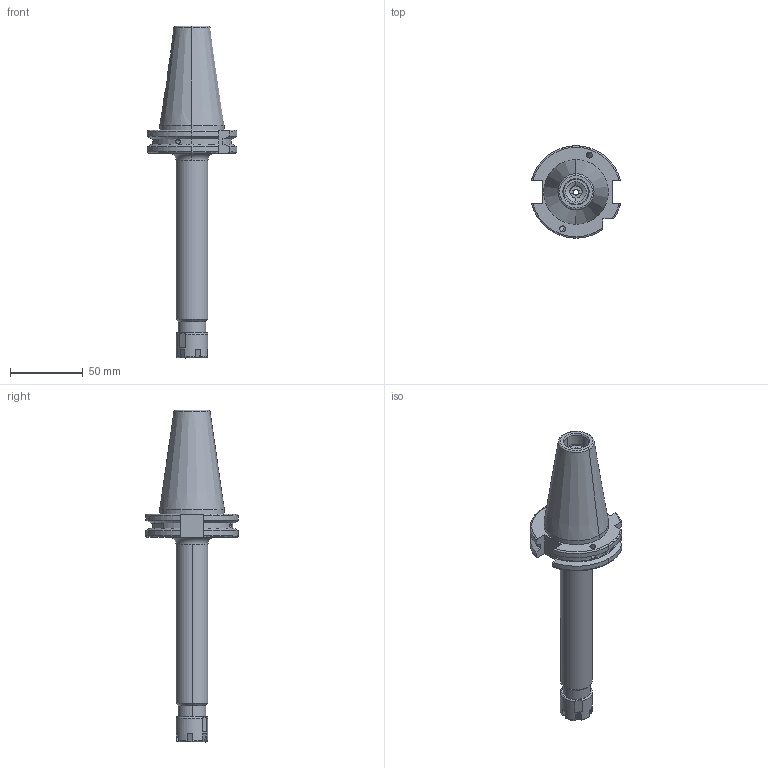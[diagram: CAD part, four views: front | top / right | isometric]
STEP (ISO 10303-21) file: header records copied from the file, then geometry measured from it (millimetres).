
FILE_DESCRIPTION (( 'STEP AP203' ), '1' );
FILE_NAME ('91406-ERM16160.STEP', '2021-07-08T04:33:48', ( '' ), ( '' ), 'SwSTEP 2.0', 'SolidWorks 2018', '' );
FILE_SCHEMA (( 'CONFIG_CONTROL_DESIGN' ));
Length unit declared in the file: millimetre
Products named in the file (11): SK40CCHER16160MFWW; 91406-ERM16160; FTNUTER16M; M4X4_DIN 913 - M4 x 4-N; M4X4; FTSCW71620
Assembly tree (6 placements, depth 3):
  91406-ERM16160
    SK40CCHER16160MFWW
      SK40CCHER16160MFWW
      FTNUTER16M
      M4X4_DIN 913 - M4 x 4-N  x2
      FTSCW71620
  SK40CCHER16160MFWW
  FTNUTER16M
  M4X4
  M4X4
Bounding box: 61.48 x 63.55 x 228.4 mm (x, y, z)
Volume: 144628.4 mm3; surface area: 37348.9 mm2
Topology: 5 solids, 5 shells, 210 faces, 532 edges, 342 vertices
Faces by surface type: plane 92, cylinder 54, cone 38, torus 22, bspline 4
Entity records: 7475 total; most frequent: CARTESIAN_POINT 1650, DIRECTION 1039, ORIENTED_EDGE 1000, EDGE_CURVE 500, AXIS2_PLACEMENT_3D 407, VERTEX_POINT 322, VECTOR 225, LINE 225
